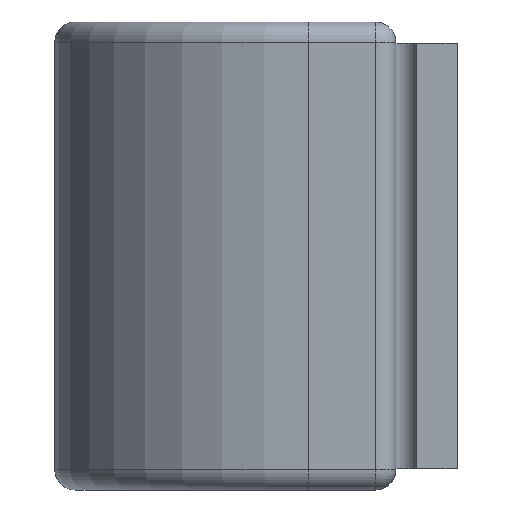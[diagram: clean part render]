
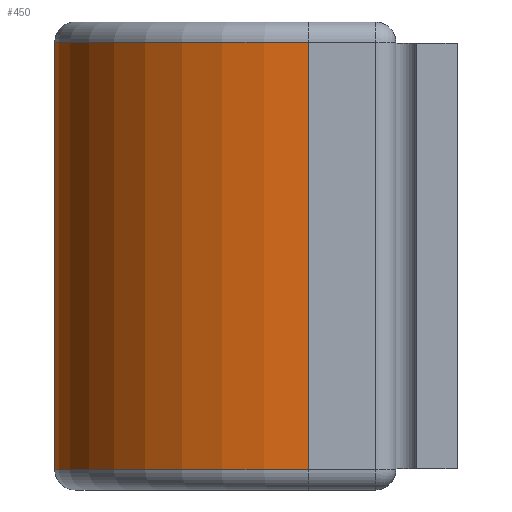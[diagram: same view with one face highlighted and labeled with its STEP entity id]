
A CAD part, left-side view. The second image highlights one B-rep face of the part: STEP entity #450.
In plain terms, the highlighted cylindrical face has radius 9.461 mm (diameter 18.923 mm), a partial arc.
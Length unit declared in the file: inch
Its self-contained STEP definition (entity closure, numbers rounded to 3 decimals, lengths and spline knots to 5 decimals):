
#99 = LINE ( 'NONE', #1090, #1265 ) ;
#135 = DIRECTION ( 'NONE',  ( 1., 0., 0. ) ) ;
#142 = VERTEX_POINT ( 'NONE', #751 ) ;
#144 = ORIENTED_EDGE ( 'NONE', *, *, #1637, .T. ) ;
#152 = DIRECTION ( 'NONE',  ( 0., 0., 1. ) ) ;
#366 = EDGE_CURVE ( 'NONE', #779, #142, #833, .T. ) ;
#372 = DIRECTION ( 'NONE',  ( 0., 0., 1. ) ) ;
#407 = EDGE_LOOP ( 'NONE', ( #650, #144, #1139, #1087 ) ) ;
#450 = ADVANCED_FACE ( 'NONE', ( #453 ), #565, .T. ) ;
#453 = FACE_OUTER_BOUND ( 'NONE', #407, .T. ) ;
#463 = EDGE_CURVE ( 'NONE', #1467, #142, #99, .T. ) ;
#512 = AXIS2_PLACEMENT_3D ( 'NONE', #715, #1799, #908 ) ;
#565 = CYLINDRICAL_SURFACE ( 'NONE', #1459, 0.3725 ) ;
#650 = ORIENTED_EDGE ( 'NONE', *, *, #1144, .F. ) ;
#715 = CARTESIAN_POINT ( 'NONE',  ( 0.999, 0.21875, -0.31375 ) ) ;
#751 = CARTESIAN_POINT ( 'NONE',  ( 0.6265, 0.21875, 0.31375 ) ) ;
#765 = CIRCLE ( 'NONE', #512, 0.3725 ) ;
#779 = VERTEX_POINT ( 'NONE', #1053 ) ;
#833 = CIRCLE ( 'NONE', #1204, 0.3725 ) ;
#908 = DIRECTION ( 'NONE',  ( 1., 0., 0. ) ) ;
#930 = CARTESIAN_POINT ( 'NONE',  ( 0.999, 0.21875, 0.3125 ) ) ;
#1053 = CARTESIAN_POINT ( 'NONE',  ( 1.3715, 0.21875, 0.31375 ) ) ;
#1059 = VECTOR ( 'NONE', #372, 39.37008 ) ;
#1072 = DIRECTION ( 'NONE',  ( 0., 0., 1. ) ) ;
#1087 = ORIENTED_EDGE ( 'NONE', *, *, #366, .F. ) ;
#1090 = CARTESIAN_POINT ( 'NONE',  ( 0.6265, 0.21875, -0.31375 ) ) ;
#1100 = LINE ( 'NONE', #1899, #1059 ) ;
#1139 = ORIENTED_EDGE ( 'NONE', *, *, #463, .T. ) ;
#1144 = EDGE_CURVE ( 'NONE', #1367, #779, #1100, .T. ) ;
#1204 = AXIS2_PLACEMENT_3D ( 'NONE', #1964, #1072, #135 ) ;
#1232 = DIRECTION ( 'NONE',  ( 1., 0., 0. ) ) ;
#1265 = VECTOR ( 'NONE', #152, 39.37008 ) ;
#1367 = VERTEX_POINT ( 'NONE', #1796 ) ;
#1459 = AXIS2_PLACEMENT_3D ( 'NONE', #930, #1524, #1232 ) ;
#1467 = VERTEX_POINT ( 'NONE', #1721 ) ;
#1524 = DIRECTION ( 'NONE',  ( 0., 0., 1. ) ) ;
#1637 = EDGE_CURVE ( 'NONE', #1367, #1467, #765, .T. ) ;
#1721 = CARTESIAN_POINT ( 'NONE',  ( 0.6265, 0.21875, -0.31375 ) ) ;
#1796 = CARTESIAN_POINT ( 'NONE',  ( 1.3715, 0.21875, -0.31375 ) ) ;
#1799 = DIRECTION ( 'NONE',  ( 0., 0., 1. ) ) ;
#1899 = CARTESIAN_POINT ( 'NONE',  ( 1.3715, 0.21875, -0.31375 ) ) ;
#1964 = CARTESIAN_POINT ( 'NONE',  ( 0.999, 0.21875, 0.31375 ) ) ;
